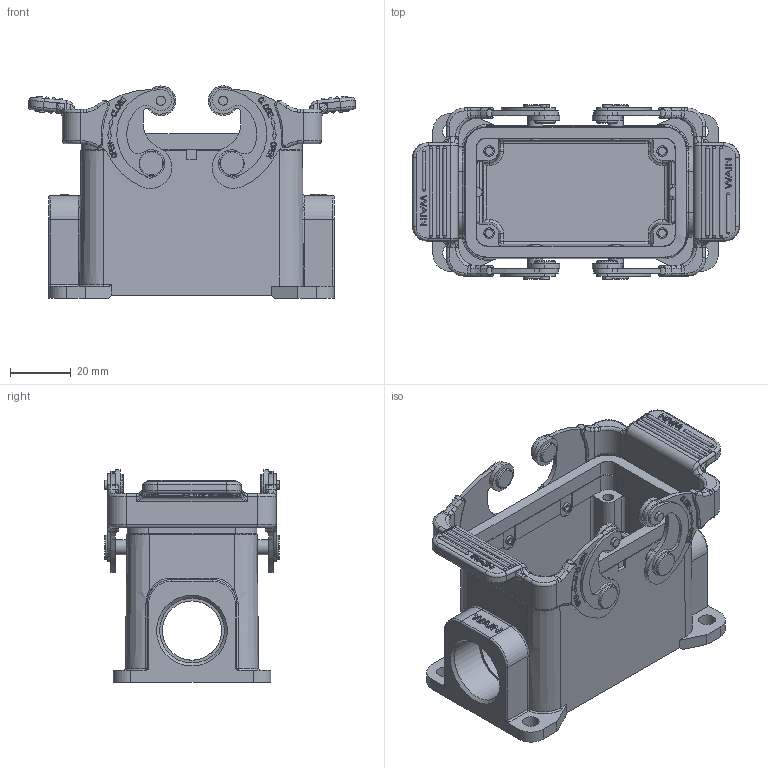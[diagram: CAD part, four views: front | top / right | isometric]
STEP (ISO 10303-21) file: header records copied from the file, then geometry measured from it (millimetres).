
FILE_DESCRIPTION(/* description */ (''),/* implementation_level */ '2;1');
FILE_NAME(/* name */ 'H10B-SF-2L SC-.stp',/* time_stamp */ '2023-08-30T15:28:57+08:00',/* author */ (''),/* organization */ (''),/* preprocessor_version */ 'ST-DEVELOPER v18.1',/* originating_system */ 'SIEMENS PLM Software NX 1980',/* authorisation */ '');
FILE_SCHEMA (('AUTOMOTIVE_DESIGN { 1 0 10303 214 3 1 1 1 }'));
Products named in the file (1): 1384043895B76ytm
Bounding box: 107.76 x 57.9 x 69.95 mm (x, y, z)
Volume: 88259.6 mm3; surface area: 60614.8 mm2
Topology: 22 solids, 22 shells, 1732 faces, 4491 edges, 2871 vertices
Faces by surface type: plane 833, cylinder 539, torus 132, extrusion 78, bspline 59, cone 52, sphere 39
Full cylindrical faces by diameter (mm): 1.9 x4, 3 x8, 4.9 x4, 8 x4, 19.5 x2, 21.3 x2
Entity records: 67835 total; most frequent: CARTESIAN_POINT 21707, ORIENTED_EDGE 8748, DIRECTION 7894, EDGE_CURVE 4374, VERTEX_POINT 2861, AXIS2_PLACEMENT_3D 2786, VECTOR 2322, LINE 2244
